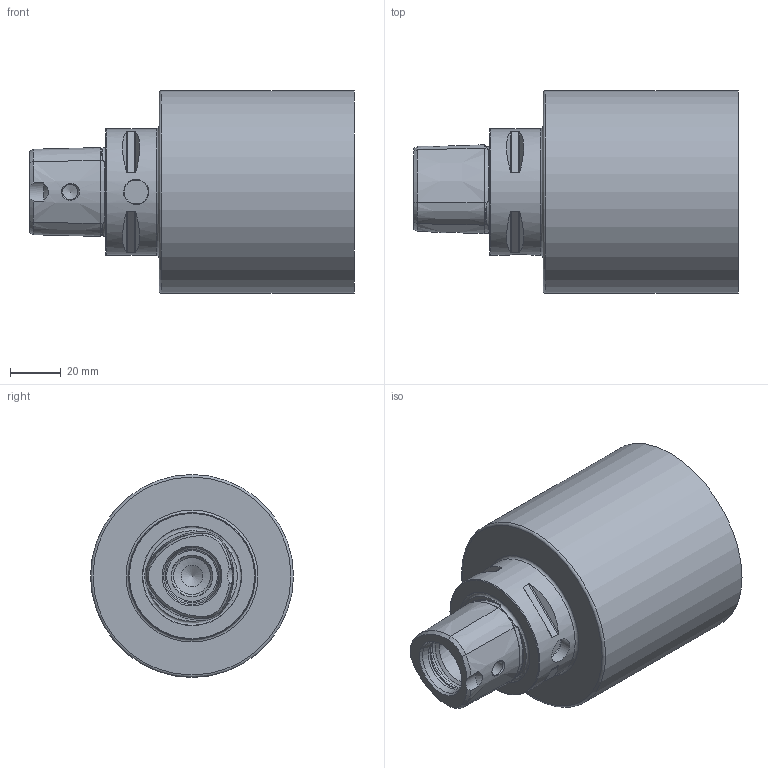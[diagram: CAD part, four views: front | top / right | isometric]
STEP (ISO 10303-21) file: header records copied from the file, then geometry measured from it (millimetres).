
FILE_DESCRIPTION (( 'STEP AP214' ), '1' );
FILE_NAME ('PS5.Ro8.001.098.STEP', '2022-03-02T08:33:11', ( '' ), ( '' ), 'SwSTEP 2.0', 'SolidWorks 2017', '' );
FILE_SCHEMA (( 'AUTOMOTIVE_DESIGN' ));
Length unit declared in the file: millimetre
Products named in the file (1): PS5.Ro8.001.098
Bounding box: 128 x 80 x 80 mm (x, y, z)
Volume: 440283.7 mm3; surface area: 39448.4 mm2
Topology: 1 solids, 1 shells, 95 faces, 216 edges, 131 vertices
Faces by surface type: cone 35, cylinder 21, plane 21, torus 18
Full cylindrical faces by diameter (mm): 2 x1, 6.1 x2, 8.5 x1, 10 x1, 14.5 x1, 16.3 x1, 21 x2, 24 x1, 50 x1, 80 x1
Entity records: 2957 total; most frequent: CARTESIAN_POINT 1010, DIRECTION 394, ORIENTED_EDGE 352, AXIS2_PLACEMENT_3D 176, EDGE_CURVE 176, EDGE_LOOP 138, VERTEX_POINT 124, FACE_OUTER_BOUND 116
